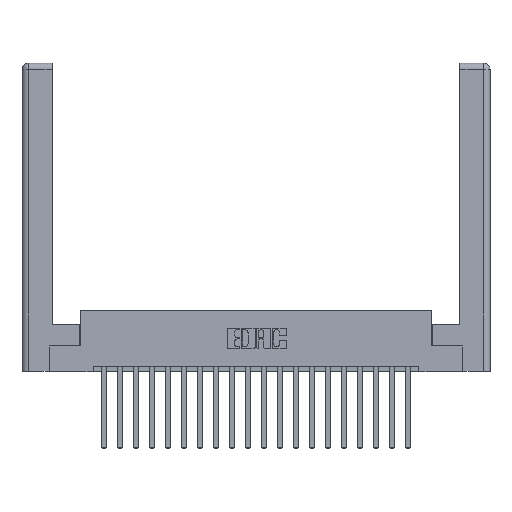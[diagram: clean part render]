
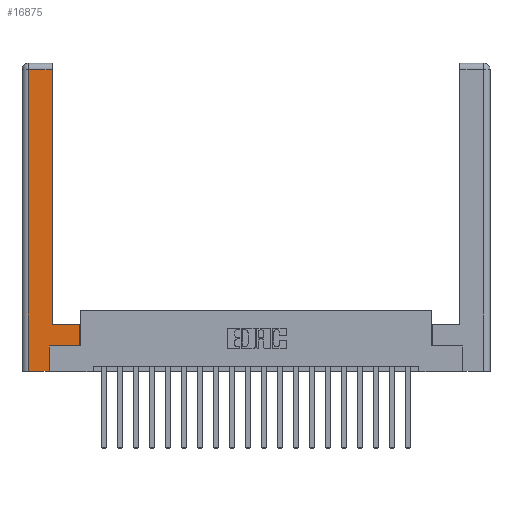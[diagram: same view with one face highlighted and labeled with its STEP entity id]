
A CAD part, top view. The second image highlights one B-rep face of the part: STEP entity #16875.
In plain terms, the highlighted planar face has unit normal (0, 0, 1).
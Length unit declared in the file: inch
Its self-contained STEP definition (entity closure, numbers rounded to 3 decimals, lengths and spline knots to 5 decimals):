
#406 = VECTOR ( 'NONE', #1596, 39.37008 ) ;
#862 = CARTESIAN_POINT ( 'NONE',  ( 0.565, 0.245, 0. ) ) ;
#1284 = ORIENTED_EDGE ( 'NONE', *, *, #19867, .T. ) ;
#1303 = DIRECTION ( 'NONE',  ( 1., 0., 0. ) ) ;
#1388 = CARTESIAN_POINT ( 'NONE',  ( 0.265, 0., 0. ) ) ;
#1445 = VERTEX_POINT ( 'NONE', #15811 ) ;
#1596 = DIRECTION ( 'NONE',  ( -1., 0., 0. ) ) ;
#2020 = LINE ( 'NONE', #15428, #18322 ) ;
#2522 = DIRECTION ( 'NONE',  ( 1., 0., 0. ) ) ;
#2635 = EDGE_CURVE ( 'NONE', #16107, #15685, #11179, .T. ) ;
#2719 = CARTESIAN_POINT ( 'NONE',  ( 0.295, 0.45, 0. ) ) ;
#3485 = EDGE_LOOP ( 'NONE', ( #1284, #16539, #5019, #12589, #14047, #16058, #6340, #15516 ) ) ;
#3599 = EDGE_CURVE ( 'NONE', #5461, #1445, #18923, .T. ) ;
#3948 = CARTESIAN_POINT ( 'NONE',  ( 0.295, 2.94, 0. ) ) ;
#4571 = LINE ( 'NONE', #862, #4819 ) ;
#4819 = VECTOR ( 'NONE', #2522, 39.37008 ) ;
#5019 = ORIENTED_EDGE ( 'NONE', *, *, #11708, .T. ) ;
#5172 = DIRECTION ( 'NONE',  ( 0., 0., -1. ) ) ;
#5446 = DIRECTION ( 'NONE',  ( 0., 1., 0. ) ) ;
#5461 = VERTEX_POINT ( 'NONE', #8199 ) ;
#5704 = VERTEX_POINT ( 'NONE', #2719 ) ;
#6120 = CARTESIAN_POINT ( 'NONE',  ( 0.0615, 2.94, 0. ) ) ;
#6340 = ORIENTED_EDGE ( 'NONE', *, *, #3599, .T. ) ;
#6856 = EDGE_CURVE ( 'NONE', #20094, #13758, #8892, .T. ) ;
#7505 = LINE ( 'NONE', #15544, #12021 ) ;
#7581 = CARTESIAN_POINT ( 'NONE',  ( 0.0615, 0., 0. ) ) ;
#7656 = VECTOR ( 'NONE', #1303, 39.37008 ) ;
#7863 = VECTOR ( 'NONE', #11562, 39.37008 ) ;
#8123 = VERTEX_POINT ( 'NONE', #11961 ) ;
#8181 = LINE ( 'NONE', #16853, #18740 ) ;
#8199 = CARTESIAN_POINT ( 'NONE',  ( 0.565, 0.245, 0. ) ) ;
#8892 = LINE ( 'NONE', #12551, #7656 ) ;
#8913 = AXIS2_PLACEMENT_3D ( 'NONE', #9871, #5172, #18091 ) ;
#9045 = DIRECTION ( 'NONE',  ( 0., 1., 0. ) ) ;
#9721 = LINE ( 'NONE', #17753, #406 ) ;
#9871 = CARTESIAN_POINT ( 'NONE',  ( 0., 0., 0. ) ) ;
#11179 = LINE ( 'NONE', #6120, #16701 ) ;
#11562 = DIRECTION ( 'NONE',  ( 0., 1., 0. ) ) ;
#11708 = EDGE_CURVE ( 'NONE', #15685, #20094, #7505, .T. ) ;
#11961 = CARTESIAN_POINT ( 'NONE',  ( 0.265, 0.245, 0. ) ) ;
#12021 = VECTOR ( 'NONE', #17159, 39.37008 ) ;
#12551 = CARTESIAN_POINT ( 'NONE',  ( 0.265, 0., 0. ) ) ;
#12589 = ORIENTED_EDGE ( 'NONE', *, *, #6856, .T. ) ;
#12724 = EDGE_CURVE ( 'NONE', #1445, #5704, #9721, .T. ) ;
#13096 = PLANE ( 'NONE',  #8913 ) ;
#13758 = VERTEX_POINT ( 'NONE', #1388 ) ;
#14047 = ORIENTED_EDGE ( 'NONE', *, *, #18249, .T. ) ;
#15428 = CARTESIAN_POINT ( 'NONE',  ( 0.265, 0.245, 0. ) ) ;
#15516 = ORIENTED_EDGE ( 'NONE', *, *, #12724, .T. ) ;
#15544 = CARTESIAN_POINT ( 'NONE',  ( 0.0615, 0., 0. ) ) ;
#15685 = VERTEX_POINT ( 'NONE', #20516 ) ;
#15811 = CARTESIAN_POINT ( 'NONE',  ( 0.565, 0.45, 0. ) ) ;
#16058 = ORIENTED_EDGE ( 'NONE', *, *, #16370, .T. ) ;
#16076 = FACE_OUTER_BOUND ( 'NONE', #3485, .T. ) ;
#16107 = VERTEX_POINT ( 'NONE', #3948 ) ;
#16370 = EDGE_CURVE ( 'NONE', #8123, #5461, #4571, .T. ) ;
#16539 = ORIENTED_EDGE ( 'NONE', *, *, #2635, .T. ) ;
#16701 = VECTOR ( 'NONE', #19113, 39.37008 ) ;
#16853 = CARTESIAN_POINT ( 'NONE',  ( 0.295, 3., 0. ) ) ;
#16875 = ADVANCED_FACE ( 'NONE', ( #16076 ), #13096, .F. ) ;
#17159 = DIRECTION ( 'NONE',  ( 0., -1., 0. ) ) ;
#17753 = CARTESIAN_POINT ( 'NONE',  ( 0.295, 0.45, 0. ) ) ;
#18091 = DIRECTION ( 'NONE',  ( -1., 0., 0. ) ) ;
#18233 = CARTESIAN_POINT ( 'NONE',  ( 0.565, 0.45, 0. ) ) ;
#18249 = EDGE_CURVE ( 'NONE', #13758, #8123, #2020, .T. ) ;
#18322 = VECTOR ( 'NONE', #9045, 39.37008 ) ;
#18740 = VECTOR ( 'NONE', #5446, 39.37008 ) ;
#18923 = LINE ( 'NONE', #18233, #7863 ) ;
#19113 = DIRECTION ( 'NONE',  ( -1., 0., 0. ) ) ;
#19867 = EDGE_CURVE ( 'NONE', #5704, #16107, #8181, .T. ) ;
#20094 = VERTEX_POINT ( 'NONE', #7581 ) ;
#20516 = CARTESIAN_POINT ( 'NONE',  ( 0.0615, 2.94, 0. ) ) ;
